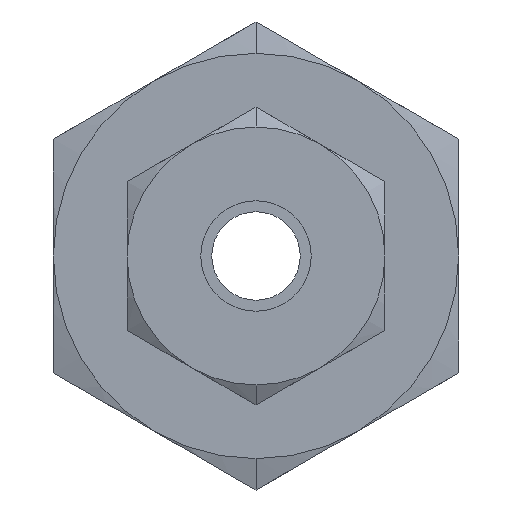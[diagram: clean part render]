
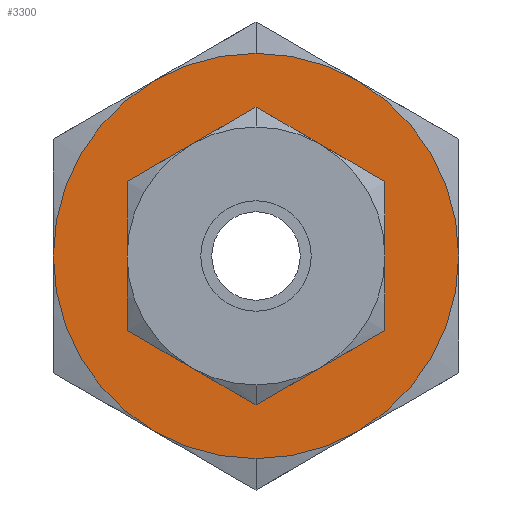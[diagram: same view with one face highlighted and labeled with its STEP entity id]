
A CAD part, left-side view. The second image highlights one B-rep face of the part: STEP entity #3300.
In plain terms, the highlighted planar face has unit normal (-1, 0, 0).
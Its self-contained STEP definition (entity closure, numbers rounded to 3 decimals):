
#52 = CIRCLE ( 'NONE', #5325, 11. ) ;
#63 = CIRCLE ( 'NONE', #8684, 11. ) ;
#296 = VERTEX_POINT ( 'NONE', #3333 ) ;
#385 = CARTESIAN_POINT ( 'NONE',  ( 17.7, 0., 0. ) ) ;
#449 = CARTESIAN_POINT ( 'NONE',  ( 17.7, 0., 0. ) ) ;
#596 = EDGE_CURVE ( 'NONE', #8561, #7307, #7468, .T. ) ;
#739 = DIRECTION ( 'NONE',  ( -1., 0., 0. ) ) ;
#763 = CARTESIAN_POINT ( 'NONE',  ( 17.7, 0., 4.801 ) ) ;
#861 = DIRECTION ( 'NONE',  ( -1., 0., 0. ) ) ;
#981 = FACE_OUTER_BOUND ( 'NONE', #8004, .T. ) ;
#1072 = ORIENTED_EDGE ( 'NONE', *, *, #596, .T. ) ;
#1149 = ORIENTED_EDGE ( 'NONE', *, *, #5711, .T. ) ;
#1584 = CARTESIAN_POINT ( 'NONE',  ( 17.7, 0., 0. ) ) ;
#1596 = CARTESIAN_POINT ( 'NONE',  ( 17.7, 0., 0. ) ) ;
#1683 = EDGE_CURVE ( 'NONE', #296, #8269, #52, .T. ) ;
#1702 = DIRECTION ( 'NONE',  ( 0., 0.5, -0.866 ) ) ;
#1777 = EDGE_CURVE ( 'NONE', #8269, #8561, #63, .T. ) ;
#1788 = EDGE_CURVE ( 'NONE', #6124, #8694, #8537, .T. ) ;
#2008 = CIRCLE ( 'NONE', #4757, 11. ) ;
#2176 = DIRECTION ( 'NONE',  ( 0., -0.5, -0.866 ) ) ;
#2422 = DIRECTION ( 'NONE',  ( 0., 1., 0. ) ) ;
#2467 = CIRCLE ( 'NONE', #4760, 11. ) ;
#2593 = DIRECTION ( 'NONE',  ( -1., 0., 0. ) ) ;
#2606 = AXIS2_PLACEMENT_3D ( 'NONE', #449, #2593, #4836 ) ;
#2620 = DIRECTION ( 'NONE',  ( 0., 0., -1. ) ) ;
#2814 = DIRECTION ( 'NONE',  ( -1., 0., 0. ) ) ;
#3003 = VERTEX_POINT ( 'NONE', #3060 ) ;
#3060 = CARTESIAN_POINT ( 'NONE',  ( 17.7, 5.5, 9.526 ) ) ;
#3070 = EDGE_CURVE ( 'NONE', #8457, #296, #2467, .T. ) ;
#3179 = DIRECTION ( 'NONE',  ( 0., 0., 1. ) ) ;
#3234 = CARTESIAN_POINT ( 'NONE',  ( 17.7, 0., 11. ) ) ;
#3300 = ADVANCED_FACE ( 'NONE', ( #7384, #981 ), #5278, .F. ) ;
#3333 = CARTESIAN_POINT ( 'NONE',  ( 17.7, 5.5, -9.526 ) ) ;
#3368 = EDGE_LOOP ( 'NONE', ( #8261, #1149 ) ) ;
#3402 = EDGE_CURVE ( 'NONE', #6097, #6785, #7191, .T. ) ;
#3519 = CARTESIAN_POINT ( 'NONE',  ( 17.7, 0., 0. ) ) ;
#4005 = CIRCLE ( 'NONE', #4315, 11. ) ;
#4044 = CARTESIAN_POINT ( 'NONE',  ( 17.7, 0., 0. ) ) ;
#4083 = ORIENTED_EDGE ( 'NONE', *, *, #4676, .T. ) ;
#4116 = CARTESIAN_POINT ( 'NONE',  ( 17.7, 0., 0. ) ) ;
#4134 = ORIENTED_EDGE ( 'NONE', *, *, #3070, .T. ) ;
#4210 = DIRECTION ( 'NONE',  ( 0., 0., 1. ) ) ;
#4315 = AXIS2_PLACEMENT_3D ( 'NONE', #3519, #2814, #4562 ) ;
#4403 = CARTESIAN_POINT ( 'NONE',  ( 17.7, 0., 0. ) ) ;
#4421 = CARTESIAN_POINT ( 'NONE',  ( 17.7, 11., 0. ) ) ;
#4509 = ORIENTED_EDGE ( 'NONE', *, *, #8797, .T. ) ;
#4562 = DIRECTION ( 'NONE',  ( 0., -1., 0. ) ) ;
#4653 = DIRECTION ( 'NONE',  ( -1., 0., 0. ) ) ;
#4658 = ORIENTED_EDGE ( 'NONE', *, *, #7411, .T. ) ;
#4676 = EDGE_CURVE ( 'NONE', #8694, #3003, #2008, .T. ) ;
#4680 = DIRECTION ( 'NONE',  ( 0., 1., 0. ) ) ;
#4720 = CARTESIAN_POINT ( 'NONE',  ( 17.7, -5.5, 9.526 ) ) ;
#4757 = AXIS2_PLACEMENT_3D ( 'NONE', #4809, #8271, #3179 ) ;
#4760 = AXIS2_PLACEMENT_3D ( 'NONE', #1596, #861, #4680 ) ;
#4809 = CARTESIAN_POINT ( 'NONE',  ( 17.7, 0., 0. ) ) ;
#4815 = DIRECTION ( 'NONE',  ( 1., 0., 0. ) ) ;
#4836 = DIRECTION ( 'NONE',  ( 0., -0.5, 0.866 ) ) ;
#4863 = DIRECTION ( 'NONE',  ( -1., 0., 0. ) ) ;
#4882 = DIRECTION ( 'NONE',  ( 1., 0., 0. ) ) ;
#5278 = PLANE ( 'NONE',  #8560 ) ;
#5325 = AXIS2_PLACEMENT_3D ( 'NONE', #5353, #4653, #1702 ) ;
#5353 = CARTESIAN_POINT ( 'NONE',  ( 17.7, 0., 0. ) ) ;
#5579 = DIRECTION ( 'NONE',  ( 0., 0.5, 0.866 ) ) ;
#5670 = CIRCLE ( 'NONE', #9022, 4.801 ) ;
#5711 = EDGE_CURVE ( 'NONE', #6785, #6097, #5670, .T. ) ;
#6097 = VERTEX_POINT ( 'NONE', #7726 ) ;
#6124 = VERTEX_POINT ( 'NONE', #4720 ) ;
#6128 = AXIS2_PLACEMENT_3D ( 'NONE', #4044, #4815, #2620 ) ;
#6260 = CARTESIAN_POINT ( 'NONE',  ( 17.7, -11., 0. ) ) ;
#6436 = DIRECTION ( 'NONE',  ( -1., 0., 0. ) ) ;
#6785 = VERTEX_POINT ( 'NONE', #763 ) ;
#7148 = CARTESIAN_POINT ( 'NONE',  ( 17.7, 0., 0. ) ) ;
#7191 = CIRCLE ( 'NONE', #6128, 4.801 ) ;
#7307 = VERTEX_POINT ( 'NONE', #6260 ) ;
#7384 = FACE_BOUND ( 'NONE', #3368, .T. ) ;
#7411 = EDGE_CURVE ( 'NONE', #3003, #8457, #9347, .T. ) ;
#7468 = CIRCLE ( 'NONE', #8995, 11. ) ;
#7537 = CARTESIAN_POINT ( 'NONE',  ( 17.7, 0., -11. ) ) ;
#7558 = ORIENTED_EDGE ( 'NONE', *, *, #1777, .T. ) ;
#7597 = DIRECTION ( 'NONE',  ( 0., 0., -1. ) ) ;
#7659 = ORIENTED_EDGE ( 'NONE', *, *, #1683, .T. ) ;
#7726 = CARTESIAN_POINT ( 'NONE',  ( 17.7, 0., -4.801 ) ) ;
#7779 = ORIENTED_EDGE ( 'NONE', *, *, #1788, .T. ) ;
#8004 = EDGE_LOOP ( 'NONE', ( #7779, #4083, #4658, #4134, #7659, #7558, #1072, #4509 ) ) ;
#8226 = CARTESIAN_POINT ( 'NONE',  ( 17.7, -5.5, -9.526 ) ) ;
#8261 = ORIENTED_EDGE ( 'NONE', *, *, #3402, .T. ) ;
#8269 = VERTEX_POINT ( 'NONE', #7537 ) ;
#8271 = DIRECTION ( 'NONE',  ( -1., 0., 0. ) ) ;
#8457 = VERTEX_POINT ( 'NONE', #4421 ) ;
#8537 = CIRCLE ( 'NONE', #2606, 11. ) ;
#8560 = AXIS2_PLACEMENT_3D ( 'NONE', #1584, #8908, #2422 ) ;
#8561 = VERTEX_POINT ( 'NONE', #8226 ) ;
#8684 = AXIS2_PLACEMENT_3D ( 'NONE', #7148, #6436, #7597 ) ;
#8694 = VERTEX_POINT ( 'NONE', #3234 ) ;
#8797 = EDGE_CURVE ( 'NONE', #7307, #6124, #4005, .T. ) ;
#8908 = DIRECTION ( 'NONE',  ( 1., 0., 0. ) ) ;
#8995 = AXIS2_PLACEMENT_3D ( 'NONE', #4403, #739, #2176 ) ;
#9022 = AXIS2_PLACEMENT_3D ( 'NONE', #4116, #4882, #4210 ) ;
#9046 = AXIS2_PLACEMENT_3D ( 'NONE', #385, #4863, #5579 ) ;
#9347 = CIRCLE ( 'NONE', #9046, 11. ) ;
